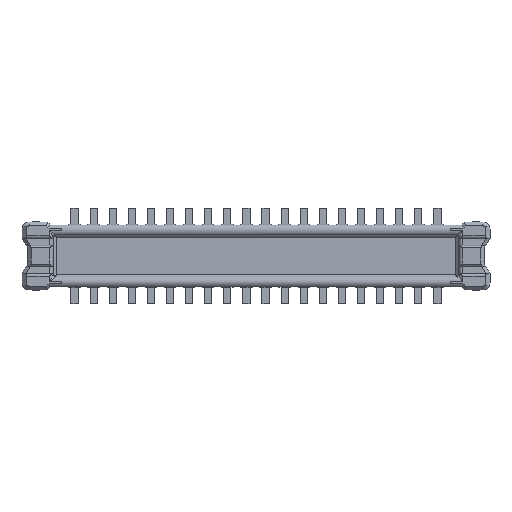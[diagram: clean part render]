
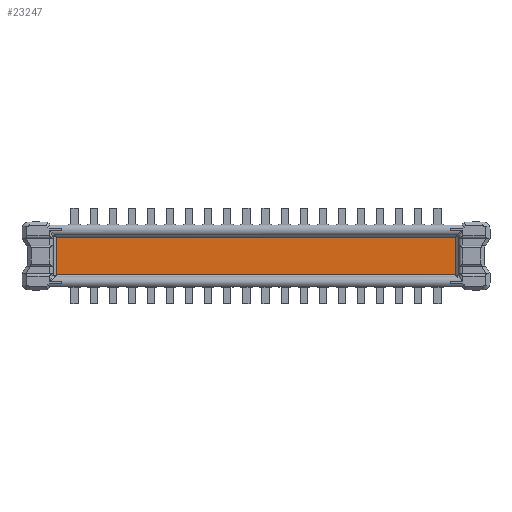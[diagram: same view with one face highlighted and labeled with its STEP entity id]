
A CAD part, top view. The second image highlights one B-rep face of the part: STEP entity #23247.
In plain terms, the highlighted planar face has unit normal (0, 0, 1).
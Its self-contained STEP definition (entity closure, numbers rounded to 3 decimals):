
#7090=DIRECTION('',(-1.,0.,0.));
#7091=VECTOR('',#7090,8.36);
#7092=CARTESIAN_POINT('',(4.18,-0.39,0.14));
#7093=LINE('',#7092,#7091);
#7603=DIRECTION('',(1.,0.,0.));
#7604=VECTOR('',#7603,8.36);
#7605=CARTESIAN_POINT('',(-4.18,0.39,0.14));
#7606=LINE('',#7605,#7604);
#8071=DIRECTION('',(0.,-1.,0.));
#8072=VECTOR('',#8071,0.78);
#8073=CARTESIAN_POINT('',(4.18,0.39,0.14));
#8074=LINE('',#8073,#8072);
#8095=DIRECTION('',(0.,-1.,0.));
#8096=VECTOR('',#8095,0.78);
#8097=CARTESIAN_POINT('',(-4.18,0.39,0.14));
#8098=LINE('',#8097,#8096);
#14181=CARTESIAN_POINT('',(4.18,-0.39,0.14));
#14182=CARTESIAN_POINT('',(-4.18,-0.39,0.14));
#14183=VERTEX_POINT('',#14181);
#14184=VERTEX_POINT('',#14182);
#14185=CARTESIAN_POINT('',(4.18,0.39,0.14));
#14186=VERTEX_POINT('',#14185);
#14187=CARTESIAN_POINT('',(-4.18,0.39,0.14));
#14188=VERTEX_POINT('',#14187);
#23235=CARTESIAN_POINT('',(3.116,0.,0.14));
#23236=DIRECTION('',(0.,0.,-1.));
#23237=DIRECTION('',(0.,1.,0.));
#23238=AXIS2_PLACEMENT_3D('',#23235,#23236,#23237);
#23239=PLANE('',#23238);
#23240=ORIENTED_EDGE('',*,*,#22149,.T.);
#23242=ORIENTED_EDGE('',*,*,#23241,.F.);
#23243=ORIENTED_EDGE('',*,*,#22692,.T.);
#23244=ORIENTED_EDGE('',*,*,#23226,.T.);
#23245=EDGE_LOOP('',(#23240,#23242,#23243,#23244));
#23246=FACE_OUTER_BOUND('',#23245,.F.);
#22149=EDGE_CURVE('',#14183,#14184,#7093,.T.);
#22692=EDGE_CURVE('',#14188,#14186,#7606,.T.);
#23226=EDGE_CURVE('',#14186,#14183,#8074,.T.);
#23241=EDGE_CURVE('',#14188,#14184,#8098,.T.);
#23247=ADVANCED_FACE('',(#23246),#23239,.F.);
